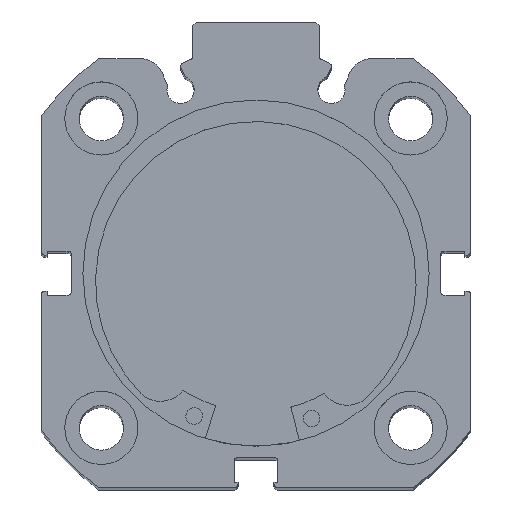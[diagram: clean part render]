
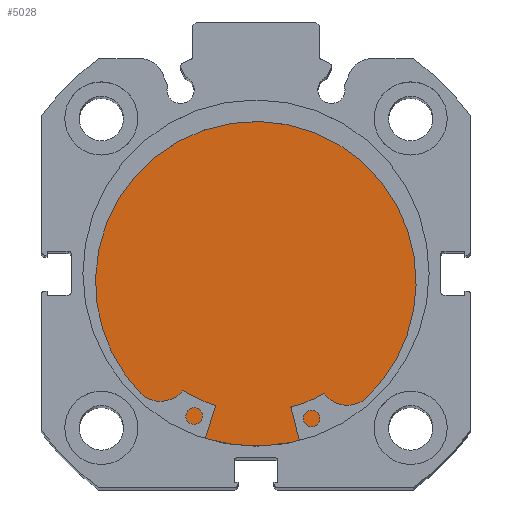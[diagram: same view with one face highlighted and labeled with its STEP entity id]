
A CAD part, top view. The second image highlights one B-rep face of the part: STEP entity #5028.
In plain terms, the highlighted face is planar.
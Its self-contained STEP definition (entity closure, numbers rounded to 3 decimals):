
#867 = CARTESIAN_POINT ( 'NONE',  ( 9., 0., -26. ) ) ;
#924 = CARTESIAN_POINT ( 'NONE',  ( 9., 0., 26. ) ) ;
#2332 = CARTESIAN_POINT ( 'NONE',  ( 9., 26., 0. ) ) ;
#2333 = PLANE ( 'NONE',  #5635 ) ;
#2335 = DIRECTION ( 'NONE',  ( -1., 0., 0. ) ) ;
#2336 = DIRECTION ( 'NONE',  ( 0., 0., 1. ) ) ;
#2681 = CARTESIAN_POINT ( 'NONE',  ( 9., 0., 0. ) ) ;
#2682 = DIRECTION ( 'NONE',  ( -1., 0., 0. ) ) ;
#2683 = DIRECTION ( 'NONE',  ( 0., 0., 1. ) ) ;
#2697 = CARTESIAN_POINT ( 'NONE',  ( 9., 0., 0. ) ) ;
#2703 = DIRECTION ( 'NONE',  ( -1., 0., 0. ) ) ;
#2704 = DIRECTION ( 'NONE',  ( 0., 0., 1. ) ) ;
#2968 = FACE_OUTER_BOUND ( 'NONE', #4643, .T. ) ;
#3180 = CIRCLE ( 'NONE', #5708, 26. ) ;
#3194 = CIRCLE ( 'NONE', #5715, 26. ) ;
#3381 = VERTEX_POINT ( 'NONE', #867 ) ;
#3438 = VERTEX_POINT ( 'NONE', #924 ) ;
#4643 = EDGE_LOOP ( 'NONE', ( #5869, #5861 ) ) ;
#5028 = ADVANCED_FACE ( 'NONE', ( #2968 ), #2333, .F. ) ;
#5230 = EDGE_CURVE ( 'NONE', #3438, #3381, #3180, .T. ) ;
#5238 = EDGE_CURVE ( 'NONE', #3381, #3438, #3194, .T. ) ;
#5635 = AXIS2_PLACEMENT_3D ( 'NONE', #2332, #2335, #2336 ) ;
#5708 = AXIS2_PLACEMENT_3D ( 'NONE', #2681, #2682, #2683 ) ;
#5715 = AXIS2_PLACEMENT_3D ( 'NONE', #2697, #2703, #2704 ) ;
#5861 = ORIENTED_EDGE ( 'NONE', *, *, #5238, .F. ) ;
#5869 = ORIENTED_EDGE ( 'NONE', *, *, #5230, .F. ) ;
